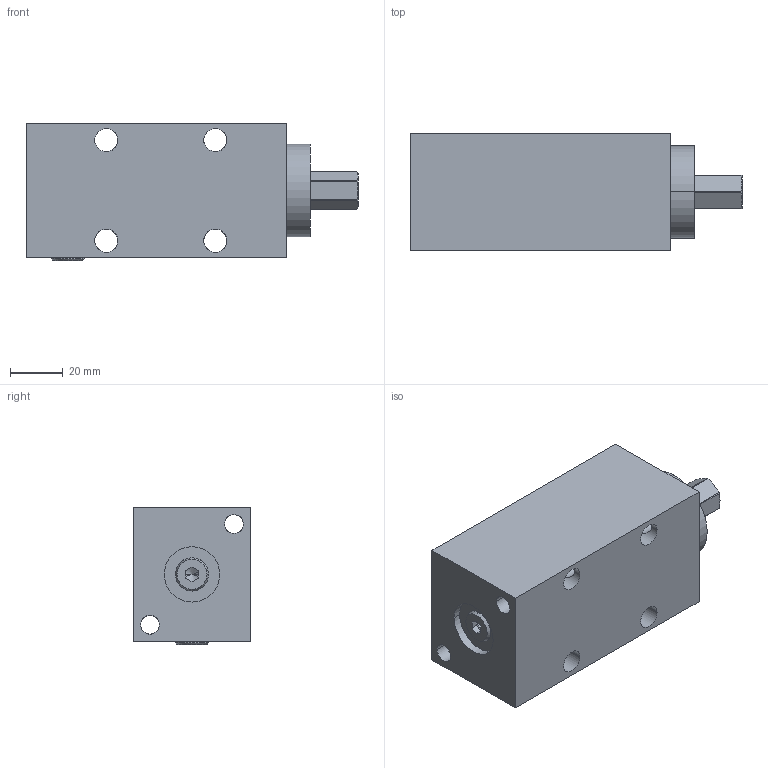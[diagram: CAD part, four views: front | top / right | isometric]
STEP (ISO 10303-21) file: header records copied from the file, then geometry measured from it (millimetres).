
FILE_DESCRIPTION((''),'2;1');
FILE_NAME('ILC55819000','2017-01-26T',('maj'),(''),'PRO/ENGINEER BY PARAMETRIC TECHNOLOGY CORPORATION, 2013320','PRO/ENGINEER BY PARAMETRIC TECHNOLOGY CORPORATION, 2013320','');
FILE_SCHEMA(('AUTOMOTIVE_DESIGN { 1 0 10303 214 1 1 1 1 }'));
Length unit declared in the file: inch
Products named in the file (1): ILC55819000
Bounding box: 125.6 x 44.45 x 52.02 mm (x, y, z)
Volume: 211594.5 mm3; surface area: 36055.6 mm2
Topology: 2 solids, 5 shells, 131 faces, 327 edges, 204 vertices
Faces by surface type: cylinder 50, plane 47, cone 34
Entity records: 4261 total; most frequent: CARTESIAN_POINT 1023, DIRECTION 681, ORIENTED_EDGE 632, EDGE_CURVE 323, AXIS2_PLACEMENT_3D 258, VERTEX_POINT 204, VECTOR 165, LINE 165
